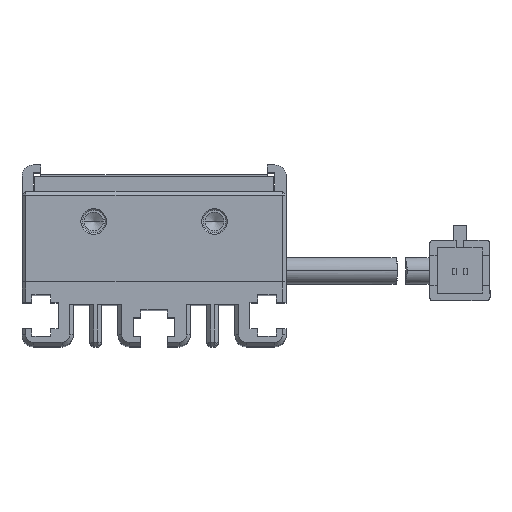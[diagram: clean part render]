
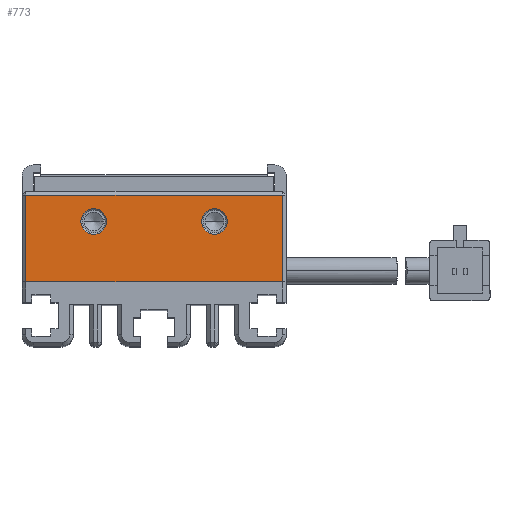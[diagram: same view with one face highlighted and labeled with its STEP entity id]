
A CAD part, top view. The second image highlights one B-rep face of the part: STEP entity #773.
In plain terms, the highlighted planar face has unit normal (0, 0, 1).
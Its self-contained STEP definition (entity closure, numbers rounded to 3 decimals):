
#51 = EDGE_LOOP ( 'NONE', ( #9448, #6405 ) ) ;
#773 = ADVANCED_FACE ( 'NONE', ( #10795, #8032, #17638 ), #12401, .T. ) ;
#788 = DIRECTION ( 'NONE',  ( 0., 0., 1. ) ) ;
#1301 = VERTEX_POINT ( 'NONE', #33367 ) ;
#1517 = ORIENTED_EDGE ( 'NONE', *, *, #6850, .T. ) ;
#2294 = EDGE_LOOP ( 'NONE', ( #14469, #24334, #1517, #29276 ) ) ;
#3025 = CARTESIAN_POINT ( 'NONE',  ( 50.625, 27.491, -74. ) ) ;
#4361 = EDGE_CURVE ( 'NONE', #6336, #13269, #7604, .T. ) ;
#5121 = DIRECTION ( 'NONE',  ( 0., 0., -1. ) ) ;
#5233 = CARTESIAN_POINT ( 'NONE',  ( 23.925, 19.491, -74. ) ) ;
#5615 = AXIS2_PLACEMENT_3D ( 'NONE', #6509, #26746, #18109 ) ;
#6044 = CIRCLE ( 'NONE', #6474, 1.7 ) ;
#6336 = VERTEX_POINT ( 'NONE', #21928 ) ;
#6405 = ORIENTED_EDGE ( 'NONE', *, *, #30293, .T. ) ;
#6474 = AXIS2_PLACEMENT_3D ( 'NONE', #8461, #20092, #34394 ) ;
#6509 = CARTESIAN_POINT ( 'NONE',  ( 48.925, 27.491, -74. ) ) ;
#6850 = EDGE_CURVE ( 'NONE', #12580, #6336, #22742, .T. ) ;
#7014 = ORIENTED_EDGE ( 'NONE', *, *, #19980, .T. ) ;
#7604 = LINE ( 'NONE', #26842, #31914 ) ;
#8032 = FACE_BOUND ( 'NONE', #19951, .T. ) ;
#8083 = VECTOR ( 'NONE', #34110, 1000. ) ;
#8461 = CARTESIAN_POINT ( 'NONE',  ( 32.925, 27.491, -74. ) ) ;
#9257 = DIRECTION ( 'NONE',  ( 0., -1., 0. ) ) ;
#9278 = EDGE_CURVE ( 'NONE', #13269, #1301, #13259, .T. ) ;
#9448 = ORIENTED_EDGE ( 'NONE', *, *, #34878, .T. ) ;
#10795 = FACE_OUTER_BOUND ( 'NONE', #2294, .T. ) ;
#10818 = DIRECTION ( 'NONE',  ( 1., 0., 0. ) ) ;
#12401 = PLANE ( 'NONE',  #19400 ) ;
#12580 = VERTEX_POINT ( 'NONE', #5233 ) ;
#12869 = AXIS2_PLACEMENT_3D ( 'NONE', #25302, #5121, #34200 ) ;
#13259 = LINE ( 'NONE', #26135, #28843 ) ;
#13269 = VERTEX_POINT ( 'NONE', #35866 ) ;
#14469 = ORIENTED_EDGE ( 'NONE', *, *, #9278, .T. ) ;
#15041 = DIRECTION ( 'NONE',  ( 0., 1., 0. ) ) ;
#16571 = VERTEX_POINT ( 'NONE', #16923 ) ;
#16865 = AXIS2_PLACEMENT_3D ( 'NONE', #25169, #19378, #10818 ) ;
#16923 = CARTESIAN_POINT ( 'NONE',  ( 47.225, 27.491, -74. ) ) ;
#17638 = FACE_BOUND ( 'NONE', #51, .T. ) ;
#17833 = CIRCLE ( 'NONE', #5615, 1.7 ) ;
#18109 = DIRECTION ( 'NONE',  ( 1., 0., 0. ) ) ;
#18234 = CARTESIAN_POINT ( 'NONE',  ( 40.925, 25.491, -74. ) ) ;
#19378 = DIRECTION ( 'NONE',  ( 0., 0., -1. ) ) ;
#19400 = AXIS2_PLACEMENT_3D ( 'NONE', #18234, #788, #21202 ) ;
#19749 = ORIENTED_EDGE ( 'NONE', *, *, #27458, .T. ) ;
#19951 = EDGE_LOOP ( 'NONE', ( #7014, #19749 ) ) ;
#19980 = EDGE_CURVE ( 'NONE', #30505, #16571, #17833, .T. ) ;
#20092 = DIRECTION ( 'NONE',  ( 0., 0., -1. ) ) ;
#20099 = CIRCLE ( 'NONE', #12869, 1.7 ) ;
#20125 = VERTEX_POINT ( 'NONE', #33422 ) ;
#21202 = DIRECTION ( 'NONE',  ( 1., 0., 0. ) ) ;
#21928 = CARTESIAN_POINT ( 'NONE',  ( 57.925, 19.491, -74. ) ) ;
#22546 = LINE ( 'NONE', #35964, #32668 ) ;
#22742 = LINE ( 'NONE', #31137, #8083 ) ;
#24334 = ORIENTED_EDGE ( 'NONE', *, *, #29976, .T. ) ;
#25169 = CARTESIAN_POINT ( 'NONE',  ( 48.925, 27.491, -74. ) ) ;
#25302 = CARTESIAN_POINT ( 'NONE',  ( 32.925, 27.491, -74. ) ) ;
#25701 = CIRCLE ( 'NONE', #16865, 1.7 ) ;
#26135 = CARTESIAN_POINT ( 'NONE',  ( 40.925, 30.991, -74. ) ) ;
#26746 = DIRECTION ( 'NONE',  ( 0., 0., -1. ) ) ;
#26842 = CARTESIAN_POINT ( 'NONE',  ( 57.925, 25.491, -74. ) ) ;
#27458 = EDGE_CURVE ( 'NONE', #16571, #30505, #25701, .T. ) ;
#28843 = VECTOR ( 'NONE', #31899, 1000. ) ;
#29276 = ORIENTED_EDGE ( 'NONE', *, *, #4361, .T. ) ;
#29309 = VERTEX_POINT ( 'NONE', #31889 ) ;
#29976 = EDGE_CURVE ( 'NONE', #1301, #12580, #22546, .T. ) ;
#30293 = EDGE_CURVE ( 'NONE', #29309, #20125, #6044, .T. ) ;
#30505 = VERTEX_POINT ( 'NONE', #3025 ) ;
#31137 = CARTESIAN_POINT ( 'NONE',  ( 40.925, 19.491, -74. ) ) ;
#31889 = CARTESIAN_POINT ( 'NONE',  ( 31.225, 27.491, -74. ) ) ;
#31899 = DIRECTION ( 'NONE',  ( -1., 0., 0. ) ) ;
#31914 = VECTOR ( 'NONE', #15041, 1000. ) ;
#32668 = VECTOR ( 'NONE', #9257, 1000. ) ;
#33367 = CARTESIAN_POINT ( 'NONE',  ( 23.925, 30.991, -74. ) ) ;
#33422 = CARTESIAN_POINT ( 'NONE',  ( 34.625, 27.491, -74. ) ) ;
#34110 = DIRECTION ( 'NONE',  ( 1., 0., 0. ) ) ;
#34200 = DIRECTION ( 'NONE',  ( 1., 0., 0. ) ) ;
#34394 = DIRECTION ( 'NONE',  ( 1., 0., 0. ) ) ;
#34878 = EDGE_CURVE ( 'NONE', #20125, #29309, #20099, .T. ) ;
#35866 = CARTESIAN_POINT ( 'NONE',  ( 57.925, 30.991, -74. ) ) ;
#35964 = CARTESIAN_POINT ( 'NONE',  ( 23.925, 25.491, -74. ) ) ;
